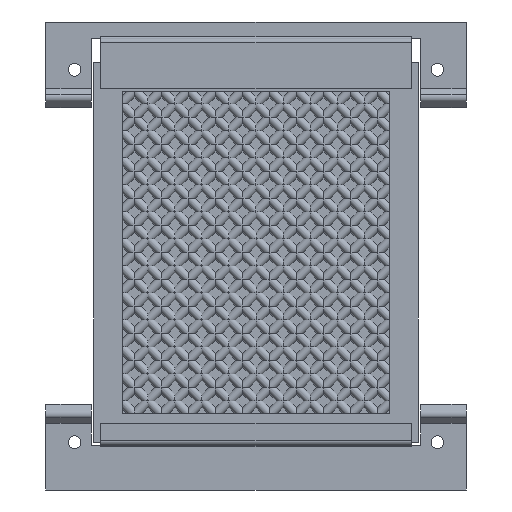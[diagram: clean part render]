
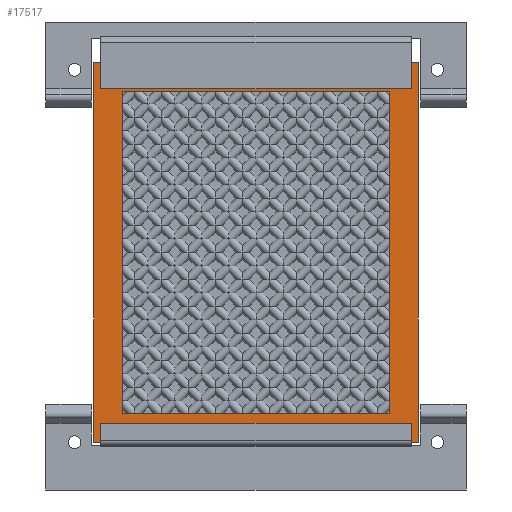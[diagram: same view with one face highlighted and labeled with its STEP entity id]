
A CAD part, front view. The second image highlights one B-rep face of the part: STEP entity #17517.
In plain terms, the highlighted planar face has unit normal (0, -1, 0).
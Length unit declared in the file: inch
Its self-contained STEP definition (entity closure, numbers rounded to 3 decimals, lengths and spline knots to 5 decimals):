
#32 = VERTEX_POINT ( 'NONE', #39455 ) ;
#245 = FACE_OUTER_BOUND ( 'NONE', #40079, .T. ) ;
#487 = VERTEX_POINT ( 'NONE', #28435 ) ;
#615 = DIRECTION ( 'NONE',  ( 0., 0., 1. ) ) ;
#2166 = CARTESIAN_POINT ( 'NONE',  ( 4.5, -0.26, -3.015 ) ) ;
#2765 = DIRECTION ( 'NONE',  ( -1., 0., 0. ) ) ;
#4411 = ORIENTED_EDGE ( 'NONE', *, *, #30186, .F. ) ;
#4854 = EDGE_CURVE ( 'NONE', #32, #20082, #10963, .T. ) ;
#5569 = EDGE_CURVE ( 'NONE', #15175, #487, #14233, .T. ) ;
#5626 = VERTEX_POINT ( 'NONE', #46111 ) ;
#6220 = CARTESIAN_POINT ( 'NONE',  ( 4.875, -0.26, -5.5 ) ) ;
#6796 = VECTOR ( 'NONE', #30651, 39.37008 ) ;
#6829 = VECTOR ( 'NONE', #2765, 39.37008 ) ;
#7215 = VERTEX_POINT ( 'NONE', #10185 ) ;
#7810 = DIRECTION ( 'NONE',  ( 1., 0., 0. ) ) ;
#9304 = ORIENTED_EDGE ( 'NONE', *, *, #31678, .T. ) ;
#9651 = VECTOR ( 'NONE', #29303, 39.37008 ) ;
#10185 = CARTESIAN_POINT ( 'NONE',  ( 4.5, -0.26, -5.125 ) ) ;
#10228 = VECTOR ( 'NONE', #48662, 39.37008 ) ;
#10963 = LINE ( 'NONE', #26911, #37114 ) ;
#11814 = LINE ( 'NONE', #6220, #42099 ) ;
#11888 = EDGE_CURVE ( 'NONE', #49297, #27086, #34586, .T. ) ;
#12508 = EDGE_CURVE ( 'NONE', #7215, #5626, #26284, .T. ) ;
#13856 = DIRECTION ( 'NONE',  ( 1., 0., 0. ) ) ;
#13965 = CARTESIAN_POINT ( 'NONE',  ( 0.625, -0.26, -5.5 ) ) ;
#13990 = DIRECTION ( 'NONE',  ( 1., 0., 0. ) ) ;
#14233 = LINE ( 'NONE', #26293, #34568 ) ;
#15175 = VERTEX_POINT ( 'NONE', #49043 ) ;
#15216 = ORIENTED_EDGE ( 'NONE', *, *, #12508, .T. ) ;
#17517 = ADVANCED_FACE ( 'NONE', ( #23473, #245 ), #27665, .T. ) ;
#20082 = VERTEX_POINT ( 'NONE', #38283 ) ;
#22363 = CARTESIAN_POINT ( 'NONE',  ( 2.75, -0.26, -5.125 ) ) ;
#23473 = FACE_BOUND ( 'NONE', #47057, .T. ) ;
#23865 = DIRECTION ( 'NONE',  ( 0., 0., -1. ) ) ;
#24625 = VECTOR ( 'NONE', #615, 39.37008 ) ;
#26050 = EDGE_CURVE ( 'NONE', #27086, #32, #36189, .T. ) ;
#26284 = LINE ( 'NONE', #22363, #6829 ) ;
#26293 = CARTESIAN_POINT ( 'NONE',  ( 2.75, -0.26, -0.905 ) ) ;
#26431 = ORIENTED_EDGE ( 'NONE', *, *, #31809, .T. ) ;
#26911 = CARTESIAN_POINT ( 'NONE',  ( 4.875, -0.26, -0.53 ) ) ;
#27086 = VERTEX_POINT ( 'NONE', #13965 ) ;
#27183 = CARTESIAN_POINT ( 'NONE',  ( 2.75, -0.26, -3.015 ) ) ;
#27665 = PLANE ( 'NONE',  #37050 ) ;
#27724 = CARTESIAN_POINT ( 'NONE',  ( 4.875, -0.26, -5.5 ) ) ;
#27732 = CARTESIAN_POINT ( 'NONE',  ( 0.625, -0.26, -5.5 ) ) ;
#28435 = CARTESIAN_POINT ( 'NONE',  ( 4.5, -0.26, -0.905 ) ) ;
#29303 = DIRECTION ( 'NONE',  ( 0., 0., -1. ) ) ;
#30186 = EDGE_CURVE ( 'NONE', #20082, #49297, #11814, .T. ) ;
#30651 = DIRECTION ( 'NONE',  ( -1., 0., 0. ) ) ;
#31678 = EDGE_CURVE ( 'NONE', #5626, #15175, #31926, .T. ) ;
#31809 = EDGE_CURVE ( 'NONE', #487, #7215, #33497, .T. ) ;
#31926 = LINE ( 'NONE', #48593, #24625 ) ;
#32767 = CARTESIAN_POINT ( 'NONE',  ( 0.625, -0.26, -0.53 ) ) ;
#33497 = LINE ( 'NONE', #2166, #9651 ) ;
#34568 = VECTOR ( 'NONE', #13990, 39.37008 ) ;
#34586 = LINE ( 'NONE', #27732, #6796 ) ;
#36189 = LINE ( 'NONE', #32767, #10228 ) ;
#37050 = AXIS2_PLACEMENT_3D ( 'NONE', #27183, #43100, #7810 ) ;
#37114 = VECTOR ( 'NONE', #13856, 39.37008 ) ;
#38283 = CARTESIAN_POINT ( 'NONE',  ( 4.875, -0.26, -0.53 ) ) ;
#39455 = CARTESIAN_POINT ( 'NONE',  ( 0.625, -0.26, -0.53 ) ) ;
#39601 = ORIENTED_EDGE ( 'NONE', *, *, #4854, .F. ) ;
#40079 = EDGE_LOOP ( 'NONE', ( #48028, #46578, #4411, #39601 ) ) ;
#42099 = VECTOR ( 'NONE', #23865, 39.37008 ) ;
#43100 = DIRECTION ( 'NONE',  ( 0., -1., 0. ) ) ;
#46111 = CARTESIAN_POINT ( 'NONE',  ( 1., -0.26, -5.125 ) ) ;
#46578 = ORIENTED_EDGE ( 'NONE', *, *, #11888, .F. ) ;
#46694 = ORIENTED_EDGE ( 'NONE', *, *, #5569, .T. ) ;
#47057 = EDGE_LOOP ( 'NONE', ( #15216, #9304, #46694, #26431 ) ) ;
#48028 = ORIENTED_EDGE ( 'NONE', *, *, #26050, .F. ) ;
#48593 = CARTESIAN_POINT ( 'NONE',  ( 1., -0.26, -3.015 ) ) ;
#48662 = DIRECTION ( 'NONE',  ( 0., 0., 1. ) ) ;
#49043 = CARTESIAN_POINT ( 'NONE',  ( 1., -0.26, -0.905 ) ) ;
#49297 = VERTEX_POINT ( 'NONE', #27724 ) ;
